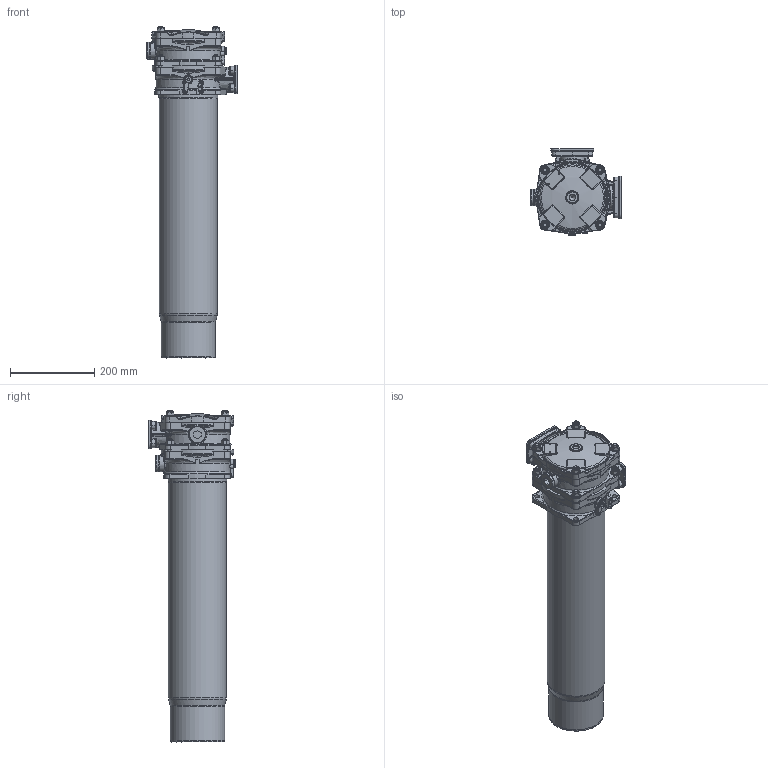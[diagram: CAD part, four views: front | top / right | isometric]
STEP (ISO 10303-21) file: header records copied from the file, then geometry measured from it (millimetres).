
FILE_DESCRIPTION((''),'2;1');
FILE_NAME('E_498-156.stp','2013-05-03T14:24:07', ('User'),('SDRC'),'I-DEAS Master Series 9','UNIX','Yes');
FILE_SCHEMA(('AUTOMOTIVE_DESIGN { 1 0 10303 214 1 1 1 1 }'));
Length unit declared in the file: millimetre
Products named in the file (1): 14310000(237760)
Bounding box: 214.6 x 206.09 x 789.26 mm (x, y, z)
Volume: 12664142.2 mm3; surface area: 578602.6 mm2
Topology: 1 solids, 22 shells, 2093 faces, 5058 edges, 3108 vertices
Faces by surface type: bspline 2093
Entity records: 77956 total; most frequent: CARTESIAN_POINT 49896, ORIENTED_EDGE 10002, EDGE_CURVE 5001, VERTEX_POINT 3044, B_SPLINE_CURVE_WITH_KNOTS 2497, EDGE_LOOP 2243, FACE_OUTER_BOUND 2093, ADVANCED_FACE 2093
